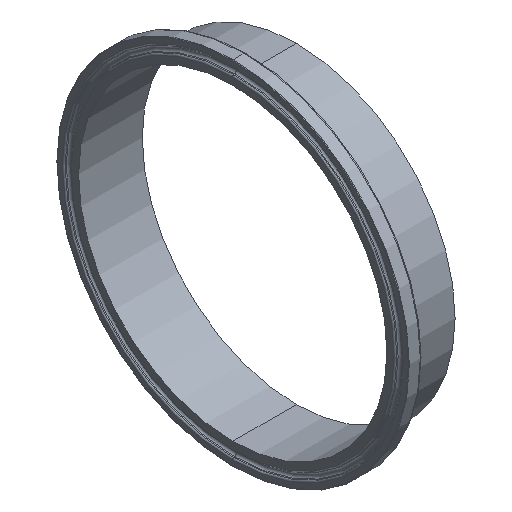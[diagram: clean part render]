
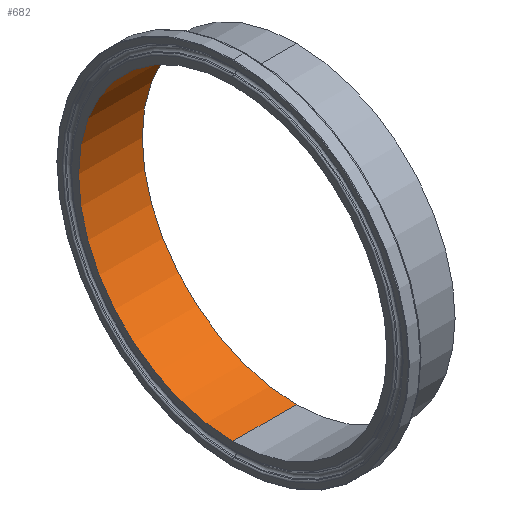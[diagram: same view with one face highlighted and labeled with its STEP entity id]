
A CAD part, isometric view. The second image highlights one B-rep face of the part: STEP entity #682.
In plain terms, the highlighted cylindrical face has radius 67.85 mm (diameter 135.7 mm), a partial arc.
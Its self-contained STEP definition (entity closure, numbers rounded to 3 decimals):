
#6 = CIRCLE ( 'NONE', #293, 67.85 ) ;
#11 = DIRECTION ( 'NONE',  ( 0., 0., 1. ) ) ;
#14 = EDGE_CURVE ( 'NONE', #548, #652, #421, .T. ) ;
#49 = EDGE_CURVE ( 'NONE', #548, #299, #593, .T. ) ;
#65 = DIRECTION ( 'NONE',  ( -1., 0., 0. ) ) ;
#66 = ORIENTED_EDGE ( 'NONE', *, *, #49, .T. ) ;
#86 = DIRECTION ( 'NONE',  ( -1., 0., 0. ) ) ;
#119 = CARTESIAN_POINT ( 'NONE',  ( 0., 0., -67.85 ) ) ;
#161 = CARTESIAN_POINT ( 'NONE',  ( 0., 0., 0. ) ) ;
#195 = VECTOR ( 'NONE', #349, 1000. ) ;
#211 = AXIS2_PLACEMENT_3D ( 'NONE', #341, #514, #571 ) ;
#220 = CYLINDRICAL_SURFACE ( 'NONE', #378, 67.85 ) ;
#229 = CARTESIAN_POINT ( 'NONE',  ( 28., 0., -67.85 ) ) ;
#285 = FACE_OUTER_BOUND ( 'NONE', #413, .T. ) ;
#288 = DIRECTION ( 'NONE',  ( 0., 0., 1. ) ) ;
#293 = AXIS2_PLACEMENT_3D ( 'NONE', #353, #65, #11 ) ;
#299 = VERTEX_POINT ( 'NONE', #439 ) ;
#310 = ORIENTED_EDGE ( 'NONE', *, *, #507, .F. ) ;
#341 = CARTESIAN_POINT ( 'NONE',  ( 28., 0., 0. ) ) ;
#349 = DIRECTION ( 'NONE',  ( -1., 0., 0. ) ) ;
#353 = CARTESIAN_POINT ( 'NONE',  ( 0., 0., 0. ) ) ;
#363 = VECTOR ( 'NONE', #86, 1000. ) ;
#378 = AXIS2_PLACEMENT_3D ( 'NONE', #161, #624, #288 ) ;
#391 = ORIENTED_EDGE ( 'NONE', *, *, #591, .T. ) ;
#413 = EDGE_LOOP ( 'NONE', ( #310, #667, #66, #391 ) ) ;
#414 = CARTESIAN_POINT ( 'NONE',  ( 0., 0., -67.85 ) ) ;
#421 = CIRCLE ( 'NONE', #211, 67.85 ) ;
#439 = CARTESIAN_POINT ( 'NONE',  ( 0., 0., 67.85 ) ) ;
#507 = EDGE_CURVE ( 'NONE', #652, #755, #511, .T. ) ;
#511 = LINE ( 'NONE', #119, #195 ) ;
#514 = DIRECTION ( 'NONE',  ( -1., 0., 0. ) ) ;
#548 = VERTEX_POINT ( 'NONE', #749 ) ;
#571 = DIRECTION ( 'NONE',  ( 0., 0., 1. ) ) ;
#591 = EDGE_CURVE ( 'NONE', #299, #755, #6, .T. ) ;
#593 = LINE ( 'NONE', #669, #363 ) ;
#624 = DIRECTION ( 'NONE',  ( -1., 0., 0. ) ) ;
#652 = VERTEX_POINT ( 'NONE', #229 ) ;
#667 = ORIENTED_EDGE ( 'NONE', *, *, #14, .F. ) ;
#669 = CARTESIAN_POINT ( 'NONE',  ( 0., 0., 67.85 ) ) ;
#682 = ADVANCED_FACE ( 'NONE', ( #285 ), #220, .F. ) ;
#749 = CARTESIAN_POINT ( 'NONE',  ( 28., 0., 67.85 ) ) ;
#755 = VERTEX_POINT ( 'NONE', #414 ) ;
